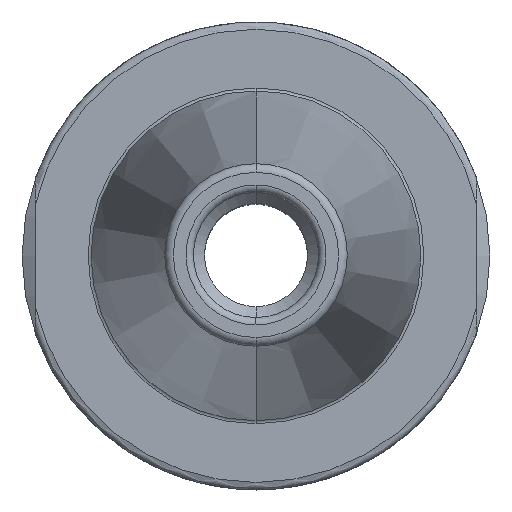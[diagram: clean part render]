
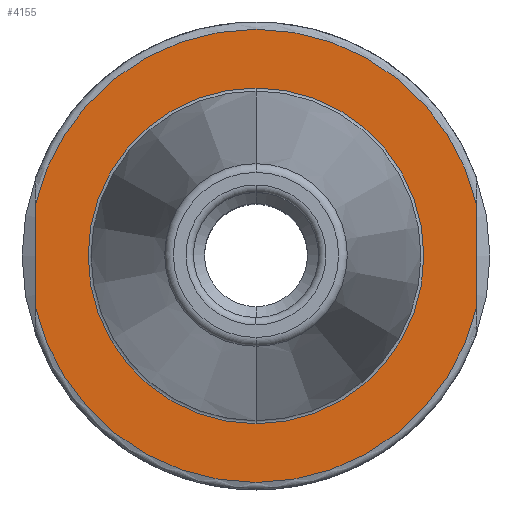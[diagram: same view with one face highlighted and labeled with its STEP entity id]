
A CAD part, top view. The second image highlights one B-rep face of the part: STEP entity #4155.
In plain terms, the highlighted planar face has unit normal (0, 0, 1).
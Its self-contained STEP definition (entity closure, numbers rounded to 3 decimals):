
#203=CARTESIAN_POINT('',(0,0,15.9));
#204=DIRECTION('',(0,0,1));
#205=DIRECTION('',(-0.975,-0.223,0));
#206=AXIS2_PLACEMENT_3D('',#203,#204,#205);
#228=CARTESIAN_POINT('',(0,0,15.9));
#229=DIRECTION('',(0,0,1));
#230=DIRECTION('',(0.975,0.223,0));
#231=AXIS2_PLACEMENT_3D('',#228,#229,#230);
#279=DIRECTION('',(0,1,0));
#280=VECTOR('',#279,13.726);
#281=CARTESIAN_POINT('',(-30,-6.863,15.9));
#282=LINE('',#281,#280);
#283=DIRECTION('',(0,-1,0));
#284=VECTOR('',#283,13.726);
#285=CARTESIAN_POINT('',(30,6.863,15.9));
#286=LINE('',#285,#284);
#297=CARTESIAN_POINT('',(0,0,15.9));
#298=DIRECTION('',(0,0,1));
#299=DIRECTION('',(0,1,0));
#300=AXIS2_PLACEMENT_3D('',#297,#298,#299);
#302=CARTESIAN_POINT('',(0,0,15.9));
#303=DIRECTION('',(0,0,-1));
#304=DIRECTION('',(0,1,0));
#305=AXIS2_PLACEMENT_3D('',#302,#303,#304);
#3343=CARTESIAN_POINT('',(0,22.8,15.9));
#3345=VERTEX_POINT('',#3343);
#3373=CARTESIAN_POINT('',(0,-22.8,15.9));
#3375=VERTEX_POINT('',#3373);
#3435=CARTESIAN_POINT('',(-30,-6.863,15.9));
#3436=CARTESIAN_POINT('',(-30,6.863,15.9));
#3437=VERTEX_POINT('',#3435);
#3438=VERTEX_POINT('',#3436);
#3439=CARTESIAN_POINT('',(30,6.863,15.9));
#3440=CARTESIAN_POINT('',(30,-6.863,15.9));
#3441=VERTEX_POINT('',#3439);
#3442=VERTEX_POINT('',#3440);
#4137=CARTESIAN_POINT('',(0,0,15.9));
#4138=DIRECTION('',(0,0,-1));
#4139=DIRECTION('',(0,-1,0));
#4140=AXIS2_PLACEMENT_3D('',#4137,#4138,#4139);
#4141=PLANE('',#4140);
#4142=ORIENTED_EDGE('',*,*,#4127,.T.);
#4143=ORIENTED_EDGE('',*,*,#4112,.F.);
#4145=ORIENTED_EDGE('',*,*,#4144,.T.);
#4146=ORIENTED_EDGE('',*,*,#4100,.F.);
#4147=EDGE_LOOP('',(#4142,#4143,#4145,#4146));
#4148=FACE_OUTER_BOUND('',#4147,.F.);
#4150=ORIENTED_EDGE('',*,*,#4149,.T.);
#4152=ORIENTED_EDGE('',*,*,#4151,.F.);
#4153=EDGE_LOOP('',(#4150,#4152));
#4154=FACE_BOUND('',#4153,.F.);
#4155=ADVANCED_FACE('',(#4148,#4154),#4141,.F.);
#207=CIRCLE('',#206,30.775);
#232=CIRCLE('',#231,30.775);
#301=CIRCLE('',#300,22.8);
#306=CIRCLE('',#305,22.8);
#4100=EDGE_CURVE('',#3437,#3442,#207,.T.);
#4112=EDGE_CURVE('',#3441,#3438,#232,.T.);
#4127=EDGE_CURVE('',#3437,#3438,#282,.T.);
#4144=EDGE_CURVE('',#3441,#3442,#286,.T.);
#4149=EDGE_CURVE('',#3345,#3375,#301,.T.);
#4151=EDGE_CURVE('',#3345,#3375,#306,.T.);
